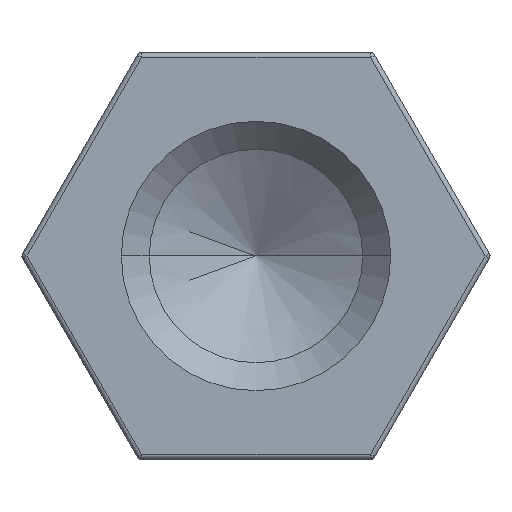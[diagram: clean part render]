
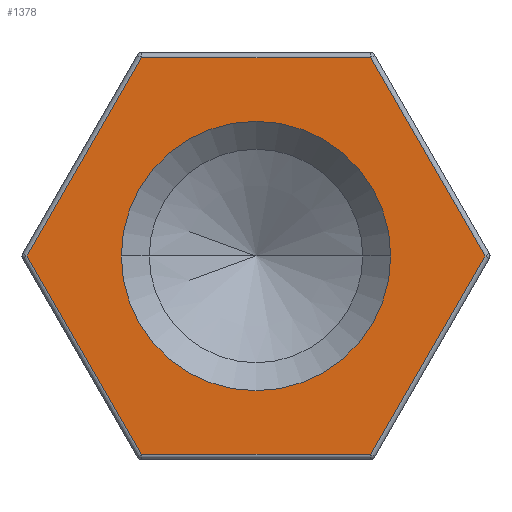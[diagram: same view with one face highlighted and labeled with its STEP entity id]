
A CAD part, left-side view. The second image highlights one B-rep face of the part: STEP entity #1378.
In plain terms, the highlighted planar face has unit normal (-1, 0, 0).
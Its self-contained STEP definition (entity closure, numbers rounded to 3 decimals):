
#25 = CARTESIAN_POINT ( 'NONE',  ( 0., 0., -3.9 ) ) ;
#91 = VECTOR ( 'NONE', #901, 1000. ) ;
#93 = LINE ( 'NONE', #25, #91 ) ;
#135 = CARTESIAN_POINT ( 'NONE',  ( 0., -4.503, 0. ) ) ;
#142 = CARTESIAN_POINT ( 'NONE',  ( 0., 2.252, -3.9 ) ) ;
#162 = CARTESIAN_POINT ( 'NONE',  ( 0., 2.252, 3.9 ) ) ;
#188 = DIRECTION ( 'NONE',  ( 0., 1., 0. ) ) ;
#194 = EDGE_CURVE ( 'NONE', #746, #620, #420, .T. ) ;
#196 = DIRECTION ( 'NONE',  ( 1., 0., 0. ) ) ;
#202 = ORIENTED_EDGE ( 'NONE', *, *, #847, .T. ) ;
#207 = EDGE_CURVE ( 'NONE', #862, #746, #413, .T. ) ;
#209 = CIRCLE ( 'NONE', #1365, 2.65 ) ;
#212 = CARTESIAN_POINT ( 'NONE',  ( 0., 0., 0. ) ) ;
#238 = VECTOR ( 'NONE', #1366, 1000. ) ;
#311 = VECTOR ( 'NONE', #691, 1000. ) ;
#317 = LINE ( 'NONE', #345, #311 ) ;
#345 = CARTESIAN_POINT ( 'NONE',  ( 0., -3.377, 1.95 ) ) ;
#401 = DIRECTION ( 'NONE',  ( 0., -0.5, 0.866 ) ) ;
#412 = VECTOR ( 'NONE', #1168, 1000. ) ;
#413 = LINE ( 'NONE', #1204, #412 ) ;
#415 = VECTOR ( 'NONE', #944, 1000. ) ;
#420 = LINE ( 'NONE', #968, #415 ) ;
#423 = DIRECTION ( 'NONE',  ( 0., 1., 0. ) ) ;
#428 = EDGE_CURVE ( 'NONE', #606, #684, #317, .T. ) ;
#458 = CARTESIAN_POINT ( 'NONE',  ( 0., 4.503, 0. ) ) ;
#588 = LINE ( 'NONE', #634, #238 ) ;
#606 = VERTEX_POINT ( 'NONE', #135 ) ;
#616 = CARTESIAN_POINT ( 'NONE',  ( 0., -2.65, 0. ) ) ;
#620 = VERTEX_POINT ( 'NONE', #142 ) ;
#634 = CARTESIAN_POINT ( 'NONE',  ( 0., 0., 3.9 ) ) ;
#678 = CIRCLE ( 'NONE', #1312, 2.65 ) ;
#680 = PLANE ( 'NONE',  #1030 ) ;
#683 = EDGE_CURVE ( 'NONE', #1155, #780, #209, .T. ) ;
#684 = VERTEX_POINT ( 'NONE', #963 ) ;
#691 = DIRECTION ( 'NONE',  ( 0., 0.5, 0.866 ) ) ;
#731 = VECTOR ( 'NONE', #401, 1000. ) ;
#746 = VERTEX_POINT ( 'NONE', #458 ) ;
#765 = DIRECTION ( 'NONE',  ( 0., 1., 0. ) ) ;
#780 = VERTEX_POINT ( 'NONE', #996 ) ;
#782 = DIRECTION ( 'NONE',  ( 1., 0., 0. ) ) ;
#787 = CARTESIAN_POINT ( 'NONE',  ( 0., 0., 0. ) ) ;
#809 = ORIENTED_EDGE ( 'NONE', *, *, #1223, .T. ) ;
#847 = EDGE_CURVE ( 'NONE', #780, #1155, #678, .T. ) ;
#862 = VERTEX_POINT ( 'NONE', #162 ) ;
#901 = DIRECTION ( 'NONE',  ( 0., -1., 0. ) ) ;
#911 = CARTESIAN_POINT ( 'NONE',  ( 0., 0., 0. ) ) ;
#914 = EDGE_CURVE ( 'NONE', #620, #978, #93, .T. ) ;
#944 = DIRECTION ( 'NONE',  ( 0., -0.5, -0.866 ) ) ;
#963 = CARTESIAN_POINT ( 'NONE',  ( 0., -2.252, 3.9 ) ) ;
#968 = CARTESIAN_POINT ( 'NONE',  ( 0., 3.377, -1.95 ) ) ;
#978 = VERTEX_POINT ( 'NONE', #1184 ) ;
#993 = EDGE_LOOP ( 'NONE', ( #1069, #809, #1154, #1164, #1174, #1176 ) ) ;
#996 = CARTESIAN_POINT ( 'NONE',  ( 0., 2.65, 0. ) ) ;
#1006 = LINE ( 'NONE', #1377, #731 ) ;
#1030 = AXIS2_PLACEMENT_3D ( 'NONE', #911, #1137, #423 ) ;
#1059 = FACE_BOUND ( 'NONE', #1145, .T. ) ;
#1069 = ORIENTED_EDGE ( 'NONE', *, *, #428, .T. ) ;
#1096 = FACE_OUTER_BOUND ( 'NONE', #993, .T. ) ;
#1137 = DIRECTION ( 'NONE',  ( 1., 0., 0. ) ) ;
#1145 = EDGE_LOOP ( 'NONE', ( #202, #1250 ) ) ;
#1154 = ORIENTED_EDGE ( 'NONE', *, *, #207, .T. ) ;
#1155 = VERTEX_POINT ( 'NONE', #616 ) ;
#1164 = ORIENTED_EDGE ( 'NONE', *, *, #194, .T. ) ;
#1168 = DIRECTION ( 'NONE',  ( 0., 0.5, -0.866 ) ) ;
#1174 = ORIENTED_EDGE ( 'NONE', *, *, #914, .T. ) ;
#1176 = ORIENTED_EDGE ( 'NONE', *, *, #1331, .T. ) ;
#1184 = CARTESIAN_POINT ( 'NONE',  ( 0., -2.252, -3.9 ) ) ;
#1204 = CARTESIAN_POINT ( 'NONE',  ( 0., 3.377, 1.95 ) ) ;
#1223 = EDGE_CURVE ( 'NONE', #684, #862, #588, .T. ) ;
#1250 = ORIENTED_EDGE ( 'NONE', *, *, #683, .T. ) ;
#1312 = AXIS2_PLACEMENT_3D ( 'NONE', #212, #196, #188 ) ;
#1331 = EDGE_CURVE ( 'NONE', #978, #606, #1006, .T. ) ;
#1365 = AXIS2_PLACEMENT_3D ( 'NONE', #787, #782, #765 ) ;
#1366 = DIRECTION ( 'NONE',  ( 0., 1., 0. ) ) ;
#1377 = CARTESIAN_POINT ( 'NONE',  ( 0., -3.377, -1.95 ) ) ;
#1378 = ADVANCED_FACE ( 'NONE', ( #1096, #1059 ), #680, .F. ) ;
